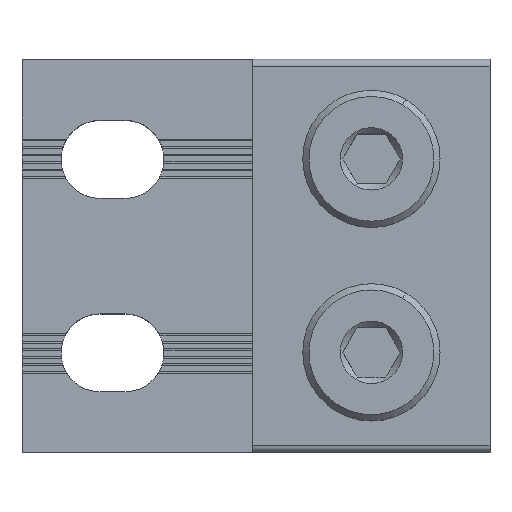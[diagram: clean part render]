
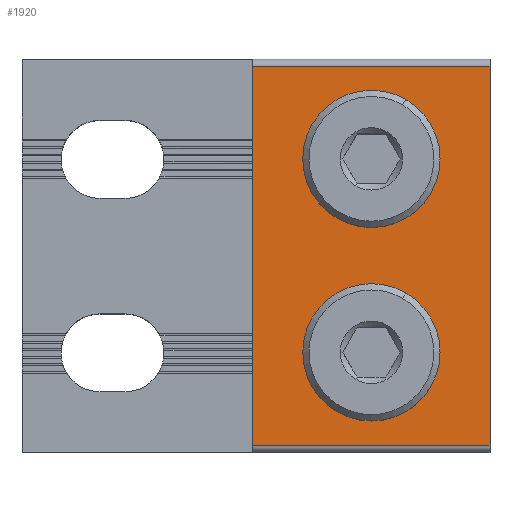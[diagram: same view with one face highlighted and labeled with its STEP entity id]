
A CAD part, top view. The second image highlights one B-rep face of the part: STEP entity #1920.
In plain terms, the highlighted planar face has unit normal (0, 0, 1).
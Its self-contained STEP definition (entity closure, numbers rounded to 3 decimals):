
#1230=CARTESIAN_POINT('',(36.326,-14.758,62.325));
#1240=DIRECTION('',(-0.,-0.,-1.));
#1250=DIRECTION('',(0.,-1.,0.));
#1260=AXIS2_PLACEMENT_3D('',#1230,#1240,#1250);
#1270=PLANE('',#1260);
#1280=CARTESIAN_POINT('',(-36.326,-15.04,62.325));
#1290=DIRECTION('',(1.,0.,0.));
#1300=VECTOR('',#1290,1.);
#1310=LINE('',#1280,#1300);
#1320=CARTESIAN_POINT('',(-1.674,-15.04,62.325));
#1330=VERTEX_POINT('',#1320);
#1340=CARTESIAN_POINT('',(36.326,-15.04,62.325));
#1350=VERTEX_POINT('',#1340);
#1360=EDGE_CURVE('',#1330,#1350,#1310,.T.);
#1370=ORIENTED_EDGE('',*,*,#1360,.T.);
#1380=CARTESIAN_POINT('',(-1.674,0.,62.325)
);
#1390=DIRECTION('',(0.,1.,0.));
#1400=VECTOR('',#1390,1.);
#1410=LINE('',#1380,#1400);
#1420=CARTESIAN_POINT('',(-1.674,45.69,62.325));
#1430=VERTEX_POINT('',#1420);
#1440=EDGE_CURVE('',#1330,#1430,#1410,.T.);
#1450=ORIENTED_EDGE('',*,*,#1440,.F.);
#1460=CARTESIAN_POINT('',(-36.326,45.69,62.325));
#1470=DIRECTION('',(1.,0.,0.));
#1480=VECTOR('',#1470,1.);
#1490=LINE('',#1460,#1480);
#1500=CARTESIAN_POINT('',(36.326,45.69,62.325));
#1510=VERTEX_POINT('',#1500);
#1520=EDGE_CURVE('',#1430,#1510,#1490,.T.);
#1530=ORIENTED_EDGE('',*,*,#1520,.F.);
#1540=CARTESIAN_POINT('',(36.326,0.,62.325)
);
#1550=DIRECTION('',(0.,-1.,0.));
#1560=VECTOR('',#1550,1.);
#1570=LINE('',#1540,#1560);
#1580=EDGE_CURVE('',#1510,#1350,#1570,.T.);
#1590=ORIENTED_EDGE('',*,*,#1580,.F.);
#1600=EDGE_LOOP('',(#1590,#1530,#1450,#1370));
#1610=FACE_OUTER_BOUND('',#1600,.T.);
#1620=CARTESIAN_POINT('',(17.326,30.825,62.325));
#1630=DIRECTION('',(0.,0.,1.));
#1640=DIRECTION('',(-0.5,-0.866,0.));
#1650=AXIS2_PLACEMENT_3D('',#1620,#1630,#1640);
#1660=CIRCLE('',#1650,11.);
#1670=CARTESIAN_POINT('',(11.826,21.299,62.325));
#1680=VERTEX_POINT('',#1670);
#1690=CARTESIAN_POINT('',(22.826,40.351,62.325));
#1700=VERTEX_POINT('',#1690);
#1710=EDGE_CURVE('',#1680,#1700,#1660,.T.);
#1720=ORIENTED_EDGE('',*,*,#1710,.F.);
#1730=EDGE_CURVE('',#1700,#1680,#1660,.T.);
#1740=ORIENTED_EDGE('',*,*,#1730,.F.);
#1750=EDGE_LOOP('',(#1740,#1720));
#1760=FACE_BOUND('',#1750,.T.);
#1770=CARTESIAN_POINT('',(17.326,-0.175,62.325));
#1780=DIRECTION('',(0.,0.,1.));
#1790=DIRECTION('',(-0.5,-0.866,0.));
#1800=AXIS2_PLACEMENT_3D('',#1770,#1780,#1790);
#1810=CIRCLE('',#1800,11.);
#1820=CARTESIAN_POINT('',(11.826,-9.701,62.325));
#1830=VERTEX_POINT('',#1820);
#1840=CARTESIAN_POINT('',(22.826,9.351,62.325));
#1850=VERTEX_POINT('',#1840);
#1860=EDGE_CURVE('',#1830,#1850,#1810,.T.);
#1870=ORIENTED_EDGE('',*,*,#1860,.F.);
#1880=EDGE_CURVE('',#1850,#1830,#1810,.T.);
#1890=ORIENTED_EDGE('',*,*,#1880,.F.);
#1900=EDGE_LOOP('',(#1890,#1870));
#1910=FACE_BOUND('',#1900,.T.);
#1920=ADVANCED_FACE('',(#1610,#1760,#1910),#1270,.F.);
